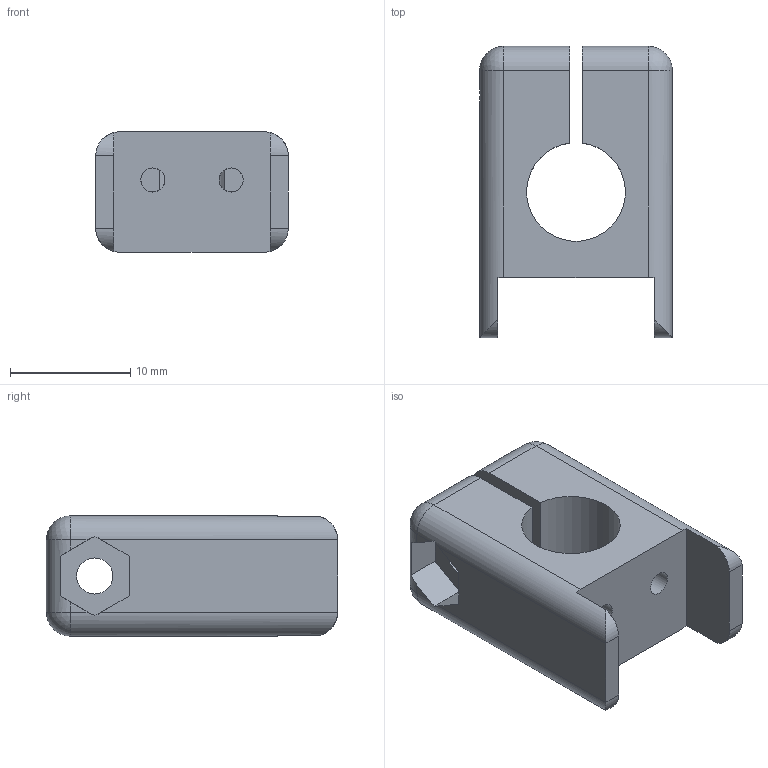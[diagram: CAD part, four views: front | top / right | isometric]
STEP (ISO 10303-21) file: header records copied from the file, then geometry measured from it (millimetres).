
FILE_DESCRIPTION(/* description */ (''),/* implementation_level */ '2;1');
FILE_NAME(/* name */ 'Y Endstop Holder.stp',/* time_stamp */ '2020-02-27T17:05:35+00:00',/* author */ ('Ax'),/* organization */ (''),/* preprocessor_version */ 'ST-DEVELOPER v17',/* originating_system */ 'Autodesk Inventor 2019',/* authorisation */ '');
FILE_SCHEMA (('AUTOMOTIVE_DESIGN { 1 0 10303 214 3 1 1 }'));
Length unit declared in the file: millimetre
Products named in the file (1): Y Endstop Holder
Bounding box: 16 x 24.2 x 10 mm (x, y, z)
Volume: 2232.2 mm3; surface area: 1899.8 mm2
Topology: 1 solids, 1 shells, 51 faces, 131 edges, 82 vertices
Faces by surface type: plane 27, cylinder 20, sphere 4
Full cylindrical faces by diameter (mm): 2 x2, 3 x2, 6 x1
Entity records: 1633 total; most frequent: CARTESIAN_POINT 302, DIRECTION 283, ORIENTED_EDGE 262, EDGE_CURVE 131, AXIS2_PLACEMENT_3D 104, VERTEX_POINT 82, LINE 75, VECTOR 75
